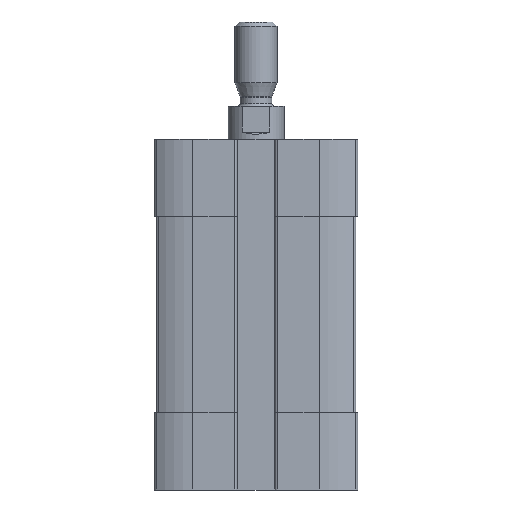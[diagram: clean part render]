
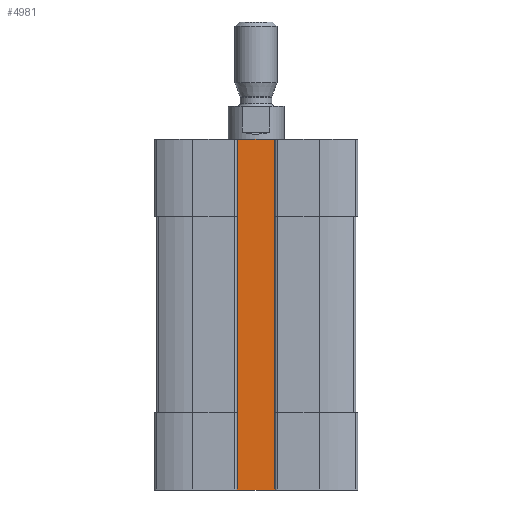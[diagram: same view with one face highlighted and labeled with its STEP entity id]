
A CAD part, front view. The second image highlights one B-rep face of the part: STEP entity #4981.
In plain terms, the highlighted planar face has unit normal (0, -1, 0).
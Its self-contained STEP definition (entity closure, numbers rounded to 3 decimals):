
#46=PLANE('',#5374);
#284=LINE('',#7757,#688);
#285=LINE('',#7759,#689);
#286=LINE('',#7761,#690);
#287=LINE('',#7763,#691);
#688=VECTOR('',#6069,1000.);
#689=VECTOR('',#6072,1000.);
#690=VECTOR('',#6073,1000.);
#691=VECTOR('',#6074,1000.);
#1425=ORIENTED_EDGE('',*,*,#2831,.F.);
#1426=ORIENTED_EDGE('',*,*,#2830,.F.);
#1427=ORIENTED_EDGE('',*,*,#2832,.T.);
#1428=ORIENTED_EDGE('',*,*,#2833,.T.);
#2830=EDGE_CURVE('',#3518,#3517,#284,.T.);
#2831=EDGE_CURVE('',#3517,#3519,#285,.T.);
#2832=EDGE_CURVE('',#3518,#3520,#286,.T.);
#2833=EDGE_CURVE('',#3520,#3519,#287,.T.);
#3517=VERTEX_POINT('',#7754);
#3518=VERTEX_POINT('',#7756);
#3519=VERTEX_POINT('',#7760);
#3520=VERTEX_POINT('',#7762);
#4156=EDGE_LOOP('',(#1425,#1426,#1427,#1428));
#4564=FACE_BOUND('',#4156,.T.);
#4981=ADVANCED_FACE('',(#4564),#46,.T.);
#5374=AXIS2_PLACEMENT_3D('',#7758,#6070,#6071);
#6069=DIRECTION('',(0.,0.,1.));
#6070=DIRECTION('',(0.,-1.,0.));
#6071=DIRECTION('',(0.,0.,-1.));
#6072=DIRECTION('',(1.,0.,0.));
#6073=DIRECTION('',(1.,0.,0.));
#6074=DIRECTION('',(0.,0.,1.));
#7754=CARTESIAN_POINT('',(-3.,-9.3,0.));
#7756=CARTESIAN_POINT('',(-3.,-9.3,-50.));
#7757=CARTESIAN_POINT('',(-3.,-9.3,-50.));
#7758=CARTESIAN_POINT('',(-3.,-9.3,-50.));
#7759=CARTESIAN_POINT('',(-3.,-9.3,0.));
#7760=CARTESIAN_POINT('',(3.,-9.3,0.));
#7761=CARTESIAN_POINT('',(-3.,-9.3,-50.));
#7762=CARTESIAN_POINT('',(3.,-9.3,-50.));
#7763=CARTESIAN_POINT('',(3.,-9.3,-50.));
